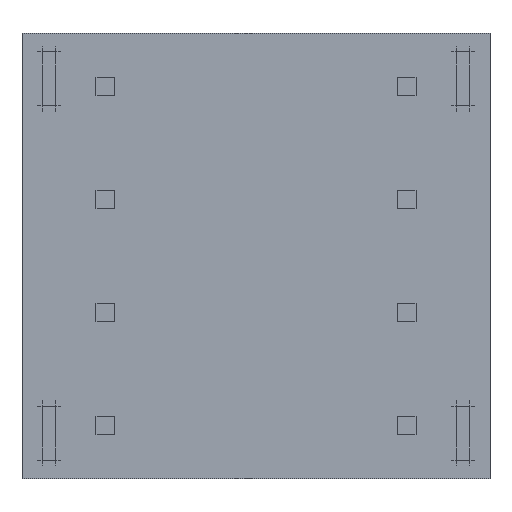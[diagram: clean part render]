
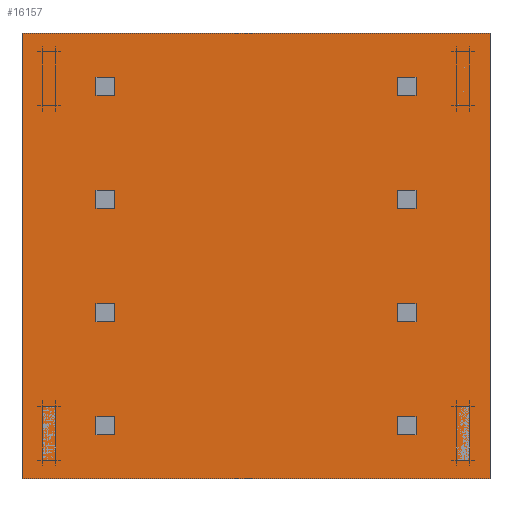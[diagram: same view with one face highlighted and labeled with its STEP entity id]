
A CAD part, front view. The second image highlights one B-rep face of the part: STEP entity #16157.
In plain terms, the highlighted planar face has unit normal (0, -1, 0).
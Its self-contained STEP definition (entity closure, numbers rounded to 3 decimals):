
#282 = LINE ( 'NONE', #21621, #17550 ) ;
#1195 = ORIENTED_EDGE ( 'NONE', *, *, #18560, .F. ) ;
#2657 = LINE ( 'NONE', #10054, #14930 ) ;
#5028 = DIRECTION ( 'NONE',  ( 0., -1., 0. ) ) ;
#5453 = EDGE_CURVE ( 'NONE', #14738, #11933, #2657, .T. ) ;
#5580 = DIRECTION ( 'NONE',  ( 1., 0., 0. ) ) ;
#6077 = VERTEX_POINT ( 'NONE', #6983 ) ;
#6418 = EDGE_CURVE ( 'NONE', #14738, #6077, #15147, .T. ) ;
#6627 = CARTESIAN_POINT ( 'NONE',  ( 0., 0., -15. ) ) ;
#6983 = CARTESIAN_POINT ( 'NONE',  ( -15.75, 0., 0. ) ) ;
#7371 = EDGE_LOOP ( 'NONE', ( #1195, #9634, #14414, #10273 ) ) ;
#7446 = LINE ( 'NONE', #18960, #16359 ) ;
#9634 = ORIENTED_EDGE ( 'NONE', *, *, #6418, .F. ) ;
#10054 = CARTESIAN_POINT ( 'NONE',  ( 0., 0., -15. ) ) ;
#10273 = ORIENTED_EDGE ( 'NONE', *, *, #12285, .T. ) ;
#10383 = FACE_OUTER_BOUND ( 'NONE', #7371, .T. ) ;
#11039 = CARTESIAN_POINT ( 'NONE',  ( -15.75, 0., -15. ) ) ;
#11933 = VERTEX_POINT ( 'NONE', #18935 ) ;
#12285 = EDGE_CURVE ( 'NONE', #11933, #12905, #282, .T. ) ;
#12672 = CARTESIAN_POINT ( 'NONE',  ( -15.75, 0., -15. ) ) ;
#12905 = VERTEX_POINT ( 'NONE', #18369 ) ;
#13262 = DIRECTION ( 'NONE',  ( 0., 0., 1. ) ) ;
#13424 = DIRECTION ( 'NONE',  ( 1., 0., 0. ) ) ;
#14414 = ORIENTED_EDGE ( 'NONE', *, *, #5453, .T. ) ;
#14738 = VERTEX_POINT ( 'NONE', #11039 ) ;
#14930 = VECTOR ( 'NONE', #13424, 1000. ) ;
#15036 = PLANE ( 'NONE',  #21373 ) ;
#15147 = LINE ( 'NONE', #12672, #19075 ) ;
#16157 = ADVANCED_FACE ( 'NONE', ( #10383 ), #15036, .T. ) ;
#16359 = VECTOR ( 'NONE', #5580, 1000. ) ;
#16712 = DIRECTION ( 'NONE',  ( 1., 0., 0. ) ) ;
#17550 = VECTOR ( 'NONE', #13262, 1000. ) ;
#18369 = CARTESIAN_POINT ( 'NONE',  ( 0., 0., 0. ) ) ;
#18560 = EDGE_CURVE ( 'NONE', #6077, #12905, #7446, .T. ) ;
#18935 = CARTESIAN_POINT ( 'NONE',  ( 0., 0., -15. ) ) ;
#18960 = CARTESIAN_POINT ( 'NONE',  ( 0., 0., 0. ) ) ;
#19075 = VECTOR ( 'NONE', #19414, 1000. ) ;
#19414 = DIRECTION ( 'NONE',  ( 0., 0., 1. ) ) ;
#21373 = AXIS2_PLACEMENT_3D ( 'NONE', #6627, #5028, #16712 ) ;
#21621 = CARTESIAN_POINT ( 'NONE',  ( 0., 0., -15. ) ) ;
